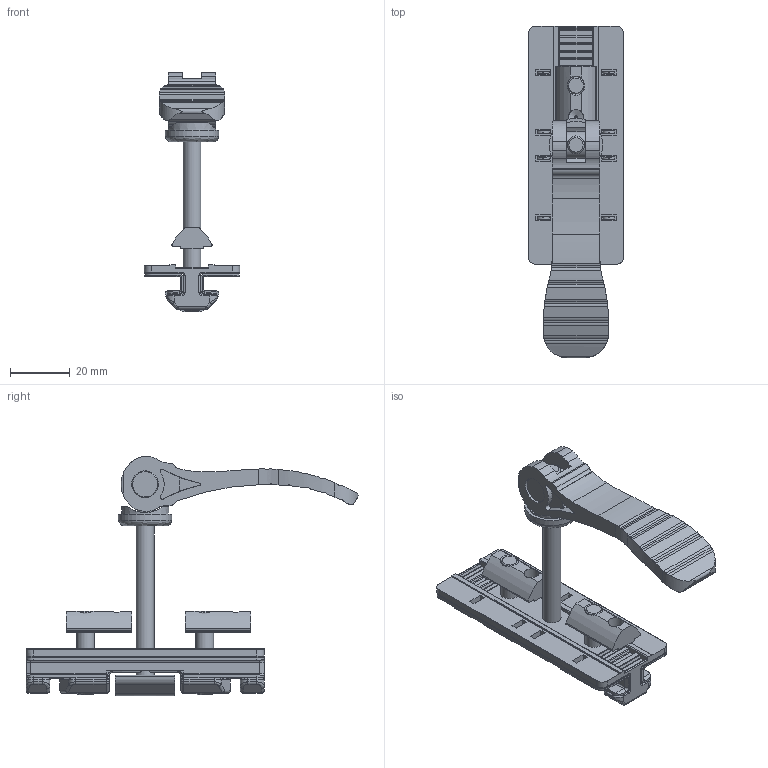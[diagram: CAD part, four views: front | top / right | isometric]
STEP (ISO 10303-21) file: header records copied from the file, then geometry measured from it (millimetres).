
FILE_DESCRIPTION (( 'STEP AP214' ), '1' );
FILE_NAME ('093PS0840FS02.STEP', '2014-10-24T14:01:17', ( 'Admin' ), ( 'Hewlett-Packard Company' ), 'SwSTEP 2.0', 'SolidWorks 2014', '' );
FILE_SCHEMA (( 'AUTOMOTIVE_DESIGN' ));
Length unit declared in the file: millimetre
Products named in the file (8): 041CL72KM0655M; 096026_096 026; 4iso3601d0515; 4iso7380m0625m_4 iso 7380 m06 25 m; 096110s01_096110s02; 093PS0840FR02_Standard; 093PS0840FR01_Standard; 093PS0840FS02
Assembly tree (11 placements, depth 2):
  093PS0840FS02
    093PS0840FR01_Standard
    093PS0840FR02_Standard  x2
    096110s01_096110s02
    4iso7380m0625m_4 iso 7380 m06 25 m  x2
    4iso3601d0515  x2
    096026_096 026  x2
    041CL72KM0655M
Bounding box: 32 x 111.5 x 80.39 mm (x, y, z)
Volume: 32139.6 mm3; surface area: 29425.9 mm2
Topology: 15 solids, 15 shells, 773 faces, 2011 edges, 1251 vertices
Faces by surface type: cylinder 348, plane 291, torus 56, bspline 31, cone 27, sphere 20
Full cylindrical faces by diameter (mm): 4.917 x1, 5 x5, 5.25 x1, 6 x4, 6.2 x2, 6.3 x3, 9 x3, 16 x1, 18 x1
Entity records: 23674 total; most frequent: CARTESIAN_POINT 5695, ORIENTED_EDGE 3392, DIRECTION 3329, EDGE_CURVE 1696, AXIS2_PLACEMENT_3D 1226, VERTEX_POINT 1079, VECTOR 877, LINE 877
